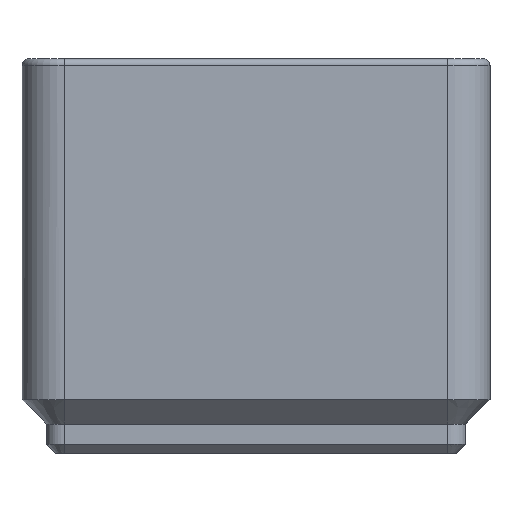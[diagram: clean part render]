
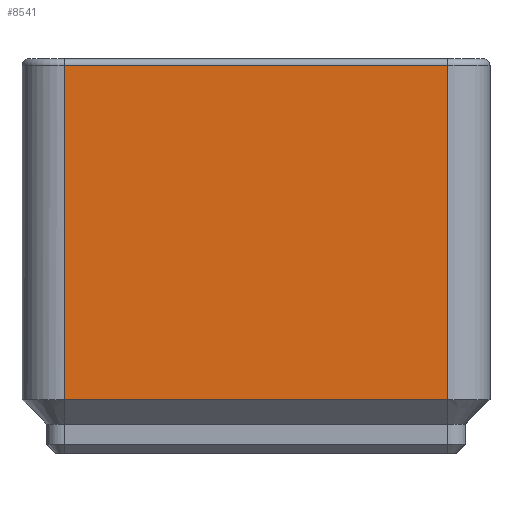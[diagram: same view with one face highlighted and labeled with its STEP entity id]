
A CAD part, left-side view. The second image highlights one B-rep face of the part: STEP entity #8541.
In plain terms, the highlighted planar face has unit normal (-1, 0, 0).
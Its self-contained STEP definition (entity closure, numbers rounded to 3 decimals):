
#7287 = VERTEX_POINT('',#7288);
#7288 = CARTESIAN_POINT('',(0.25,4.,34.4));
#7615 = VERTEX_POINT('',#7616);
#7616 = CARTESIAN_POINT('',(0.25,38.,34.4));
#7663 = EDGE_CURVE('',#7615,#7287,#7664,.T.);
#7664 = LINE('',#7665,#7666);
#7665 = CARTESIAN_POINT('',(0.25,4.,34.4));
#7666 = VECTOR('',#7667,1.);
#7667 = DIRECTION('',(0.,-1.,0.));
#7678 = EDGE_CURVE('',#7679,#7287,#7681,.T.);
#7679 = VERTEX_POINT('',#7680);
#7680 = CARTESIAN_POINT('',(0.25,4.,4.75));
#7681 = LINE('',#7682,#7683);
#7682 = CARTESIAN_POINT('',(0.25,4.,0.));
#7683 = VECTOR('',#7684,1.);
#7684 = DIRECTION('',(0.,0.,1.));
#8306 = EDGE_CURVE('',#8307,#7615,#8309,.T.);
#8307 = VERTEX_POINT('',#8308);
#8308 = CARTESIAN_POINT('',(0.25,38.,4.75));
#8309 = LINE('',#8310,#8311);
#8310 = CARTESIAN_POINT('',(0.25,38.,0.));
#8311 = VECTOR('',#8312,1.);
#8312 = DIRECTION('',(0.,0.,1.));
#8541 = ADVANCED_FACE('',(#8542),#8553,.T.);
#8542 = FACE_BOUND('',#8543,.T.);
#8543 = EDGE_LOOP('',(#8544,#8550,#8551,#8552));
#8544 = ORIENTED_EDGE('',*,*,#8545,.F.);
#8545 = EDGE_CURVE('',#7679,#8307,#8546,.T.);
#8546 = LINE('',#8547,#8548);
#8547 = CARTESIAN_POINT('',(0.25,12.5,4.75));
#8548 = VECTOR('',#8549,1.);
#8549 = DIRECTION('',(0.,1.,0.));
#8550 = ORIENTED_EDGE('',*,*,#7678,.T.);
#8551 = ORIENTED_EDGE('',*,*,#7663,.F.);
#8552 = ORIENTED_EDGE('',*,*,#8306,.F.);
#8553 = PLANE('',#8554);
#8554 = AXIS2_PLACEMENT_3D('',#8555,#8556,#8557);
#8555 = CARTESIAN_POINT('',(0.25,4.,0.));
#8556 = DIRECTION('',(-1.,-0.,0.));
#8557 = DIRECTION('',(0.,1.,0.));
